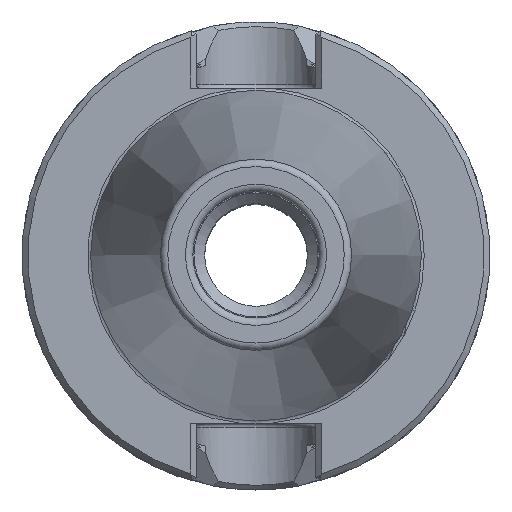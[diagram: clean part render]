
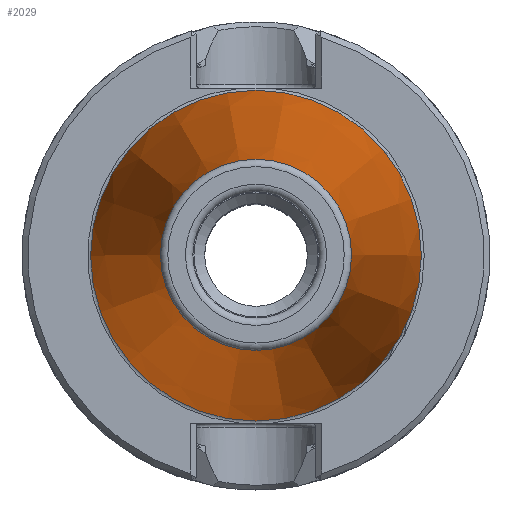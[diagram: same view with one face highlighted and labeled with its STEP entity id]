
A CAD part, top view. The second image highlights one B-rep face of the part: STEP entity #2029.
In plain terms, the highlighted conical face has half-angle 8.297 degrees and reference radius 12.871 mm.
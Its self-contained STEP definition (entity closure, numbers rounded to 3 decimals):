
#265=CONICAL_SURFACE('',#2200,12.871,0.145);
#650=ORIENTED_EDGE('',*,*,#682,.T.);
#651=ORIENTED_EDGE('',*,*,#847,.F.);
#682=EDGE_CURVE('',#871,#871,#1004,.T.);
#847=EDGE_CURVE('',#980,#980,#1043,.T.);
#871=VERTEX_POINT('',#2672);
#980=VERTEX_POINT('',#3229);
#1004=CIRCLE('',#2081,22.268);
#1043=CIRCLE('',#2199,12.871);
#1159=EDGE_LOOP('',(#650));
#1160=EDGE_LOOP('',(#651));
#1283=FACE_BOUND('',#1159,.T.);
#1284=FACE_BOUND('',#1160,.T.);
#2029=ADVANCED_FACE('',(#1283,#1284),#265,.T.);
#2081=AXIS2_PLACEMENT_3D('',#2671,#2292,#2293);
#2199=AXIS2_PLACEMENT_3D('',#3228,#2592,#2593);
#2200=AXIS2_PLACEMENT_3D('',#3230,#2594,#2595);
#2292=DIRECTION('',(0.,0.,1.));
#2293=DIRECTION('',(1.,0.,0.));
#2592=DIRECTION('',(0.,0.,1.));
#2593=DIRECTION('',(1.,0.,0.));
#2594=DIRECTION('',(0.,0.,-1.));
#2595=DIRECTION('',(-1.,0.,0.));
#2671=CARTESIAN_POINT('',(0.,0.,0.106));
#2672=CARTESIAN_POINT('',(22.268,0.,0.106));
#3228=CARTESIAN_POINT('',(0.,0.,64.544));
#3229=CARTESIAN_POINT('',(12.871,0.,64.544));
#3230=CARTESIAN_POINT('',(0.,0.,64.544));
